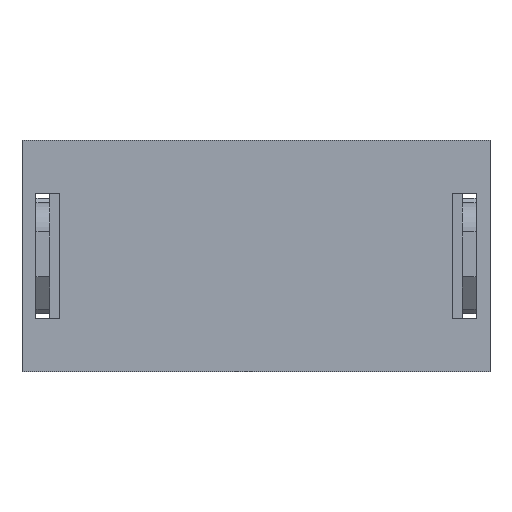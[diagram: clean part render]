
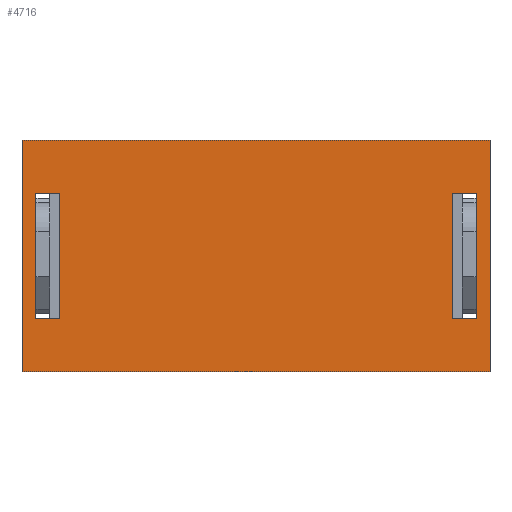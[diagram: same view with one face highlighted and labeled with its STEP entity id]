
A CAD part, front view. The second image highlights one B-rep face of the part: STEP entity #4716.
In plain terms, the highlighted face is planar.
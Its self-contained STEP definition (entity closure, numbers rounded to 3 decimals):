
#4489=DIRECTION('',(0.,-1.,0.));
#4490=VECTOR('',#4489,27.);
#4491=CARTESIAN_POINT('',(81.,38.5,0.));
#4492=LINE('',#4491,#4490);
#4493=DIRECTION('',(-1.,0.,0.));
#4494=VECTOR('',#4493,5.);
#4495=CARTESIAN_POINT('',(86.,38.5,0.));
#4496=LINE('',#4495,#4494);
#4497=DIRECTION('',(0.,1.,0.));
#4498=VECTOR('',#4497,27.);
#4499=CARTESIAN_POINT('',(86.,11.5,0.));
#4500=LINE('',#4499,#4498);
#4501=DIRECTION('',(1.,0.,0.));
#4502=VECTOR('',#4501,5.);
#4503=CARTESIAN_POINT('',(81.,11.5,0.));
#4504=LINE('',#4503,#4502);
#4505=DIRECTION('',(0.,-1.,0.));
#4506=VECTOR('',#4505,27.);
#4507=CARTESIAN_POINT('',(-9.,38.5,0.));
#4508=LINE('',#4507,#4506);
#4509=DIRECTION('',(-1.,0.,0.));
#4510=VECTOR('',#4509,5.);
#4511=CARTESIAN_POINT('',(-4.,38.5,0.));
#4512=LINE('',#4511,#4510);
#4513=DIRECTION('',(0.,1.,0.));
#4514=VECTOR('',#4513,27.);
#4515=CARTESIAN_POINT('',(-4.,11.5,0.));
#4516=LINE('',#4515,#4514);
#4517=DIRECTION('',(1.,0.,0.));
#4518=VECTOR('',#4517,5.);
#4519=CARTESIAN_POINT('',(-9.,11.5,0.));
#4520=LINE('',#4519,#4518);
#4521=DIRECTION('',(-1.,0.,0.));
#4522=VECTOR('',#4521,101.);
#4523=CARTESIAN_POINT('',(89.,50.,0.));
#4524=LINE('',#4523,#4522);
#4529=DIRECTION('',(0.,1.,0.));
#4530=VECTOR('',#4529,50.);
#4531=CARTESIAN_POINT('',(89.,0.,0.));
#4532=LINE('',#4531,#4530);
#4537=DIRECTION('',(1.,0.,0.));
#4538=VECTOR('',#4537,101.);
#4539=CARTESIAN_POINT('',(-12.,0.,0.));
#4540=LINE('',#4539,#4538);
#4545=DIRECTION('',(0.,-1.,0.));
#4546=VECTOR('',#4545,50.);
#4547=CARTESIAN_POINT('',(-12.,50.,0.));
#4548=LINE('',#4547,#4546);
#4633=CARTESIAN_POINT('',(-12.,50.,0.));
#4634=CARTESIAN_POINT('',(-12.,0.,0.));
#4635=VERTEX_POINT('',#4633);
#4636=VERTEX_POINT('',#4634);
#4641=CARTESIAN_POINT('',(89.,0.,0.));
#4642=CARTESIAN_POINT('',(89.,50.,0.));
#4643=VERTEX_POINT('',#4641);
#4644=VERTEX_POINT('',#4642);
#4649=CARTESIAN_POINT('',(86.,38.5,0.));
#4650=CARTESIAN_POINT('',(81.,38.5,0.));
#4651=VERTEX_POINT('',#4649);
#4652=VERTEX_POINT('',#4650);
#4653=CARTESIAN_POINT('',(86.,11.5,0.));
#4654=VERTEX_POINT('',#4653);
#4655=CARTESIAN_POINT('',(81.,11.5,0.));
#4656=VERTEX_POINT('',#4655);
#4665=CARTESIAN_POINT('',(-4.,38.5,0.));
#4666=CARTESIAN_POINT('',(-9.,38.5,0.));
#4667=VERTEX_POINT('',#4665);
#4668=VERTEX_POINT('',#4666);
#4669=CARTESIAN_POINT('',(-4.,11.5,0.));
#4670=VERTEX_POINT('',#4669);
#4671=CARTESIAN_POINT('',(-9.,11.5,0.));
#4672=VERTEX_POINT('',#4671);
#4681=CARTESIAN_POINT('',(0.,0.,0.));
#4682=DIRECTION('',(0.,0.,1.));
#4683=DIRECTION('',(1.,0.,0.));
#4684=AXIS2_PLACEMENT_3D('',#4681,#4682,#4683);
#4685=PLANE('',#4684);
#4687=ORIENTED_EDGE('',*,*,#4686,.T.);
#4689=ORIENTED_EDGE('',*,*,#4688,.T.);
#4691=ORIENTED_EDGE('',*,*,#4690,.T.);
#4693=ORIENTED_EDGE('',*,*,#4692,.T.);
#4694=EDGE_LOOP('',(#4687,#4689,#4691,#4693));
#4695=FACE_OUTER_BOUND('',#4694,.F.);
#4697=ORIENTED_EDGE('',*,*,#4696,.F.);
#4699=ORIENTED_EDGE('',*,*,#4698,.F.);
#4701=ORIENTED_EDGE('',*,*,#4700,.F.);
#4703=ORIENTED_EDGE('',*,*,#4702,.F.);
#4704=EDGE_LOOP('',(#4697,#4699,#4701,#4703));
#4705=FACE_BOUND('',#4704,.F.);
#4707=ORIENTED_EDGE('',*,*,#4706,.F.);
#4709=ORIENTED_EDGE('',*,*,#4708,.F.);
#4711=ORIENTED_EDGE('',*,*,#4710,.F.);
#4713=ORIENTED_EDGE('',*,*,#4712,.F.);
#4714=EDGE_LOOP('',(#4707,#4709,#4711,#4713));
#4715=FACE_BOUND('',#4714,.F.);
#4716=ADVANCED_FACE('',(#4695,#4705,#4715),#4685,.F.);
#4686=EDGE_CURVE('',#4644,#4635,#4524,.T.);
#4688=EDGE_CURVE('',#4635,#4636,#4548,.T.);
#4690=EDGE_CURVE('',#4636,#4643,#4540,.T.);
#4692=EDGE_CURVE('',#4643,#4644,#4532,.T.);
#4696=EDGE_CURVE('',#4652,#4656,#4492,.T.);
#4698=EDGE_CURVE('',#4651,#4652,#4496,.T.);
#4700=EDGE_CURVE('',#4654,#4651,#4500,.T.);
#4702=EDGE_CURVE('',#4656,#4654,#4504,.T.);
#4706=EDGE_CURVE('',#4668,#4672,#4508,.T.);
#4708=EDGE_CURVE('',#4667,#4668,#4512,.T.);
#4710=EDGE_CURVE('',#4670,#4667,#4516,.T.);
#4712=EDGE_CURVE('',#4672,#4670,#4520,.T.);
